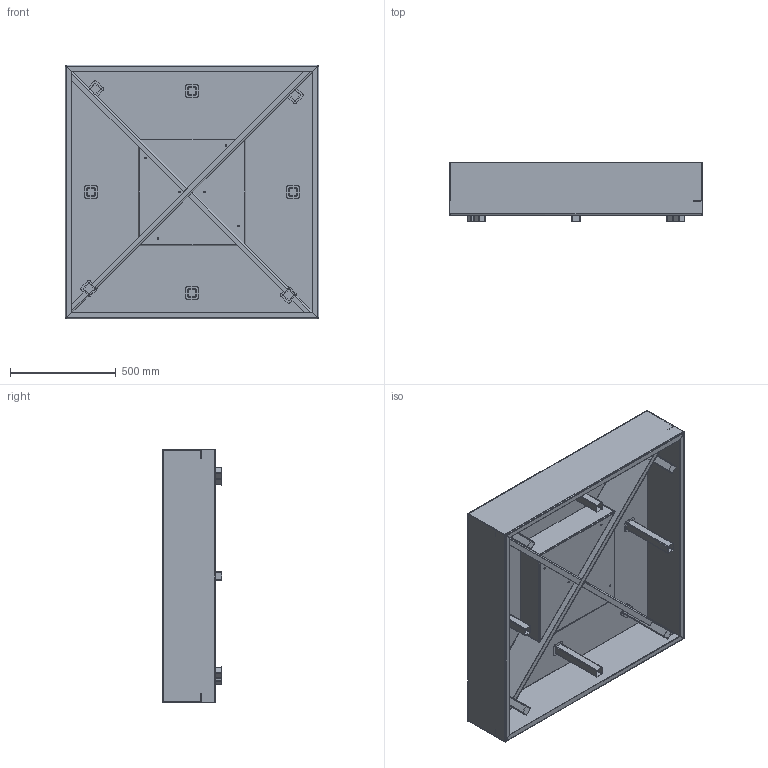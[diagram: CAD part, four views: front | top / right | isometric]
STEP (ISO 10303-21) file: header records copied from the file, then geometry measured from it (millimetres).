
FILE_DESCRIPTION (( 'STEP AP203' ), '1' );
FILE_NAME ('VL3.STEP', '2021-04-13T07:25:07', ( '' ), ( '' ), 'SwSTEP 2.0', 'SolidWorks 2020', '' );
FILE_SCHEMA (( 'CONFIG_CONTROL_DESIGN' ));
Length unit declared in the file: millimetre
Products named in the file (8): VL3-Reinforcement 2; VL3-top; VL3-feet_Default<As Machined>; VL3-top feet; VL3-fireplace; VL3; VL3-sidewall; VL3-Reinforcement
Assembly tree (24 placements, depth 2):
  VL3
    VL3-feet_Default<As Machined>  x8
    VL3-top feet  x8
    VL3-top
    VL3-sidewall  x4
    VL3-fireplace
    VL3-Reinforcement
    VL3-Reinforcement 2
Bounding box: 1200 x 279 x 1200 mm (x, y, z)
Volume: 11196259.5 mm3; surface area: 7777745.7 mm2
Topology: 24 solids, 24 shells, 435 faces, 1063 edges, 676 vertices
Faces by surface type: plane 281, cylinder 134, bspline 20
Entity records: 7685 total; most frequent: CARTESIAN_POINT 1789, ORIENTED_EDGE 950, DIRECTION 927, EDGE_CURVE 475, VECTOR 387, LINE 387, VERTEX_POINT 292, AXIS2_PLACEMENT_3D 270
